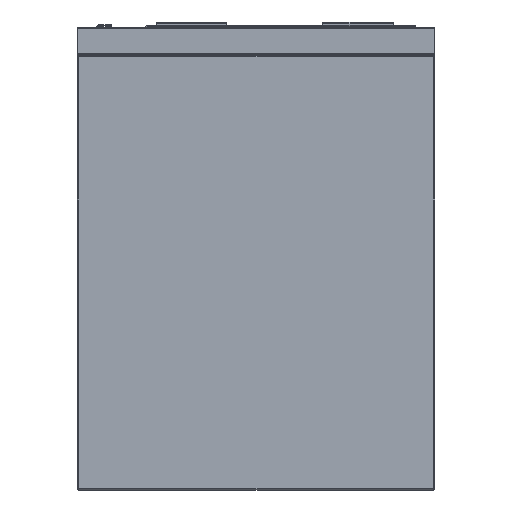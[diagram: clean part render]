
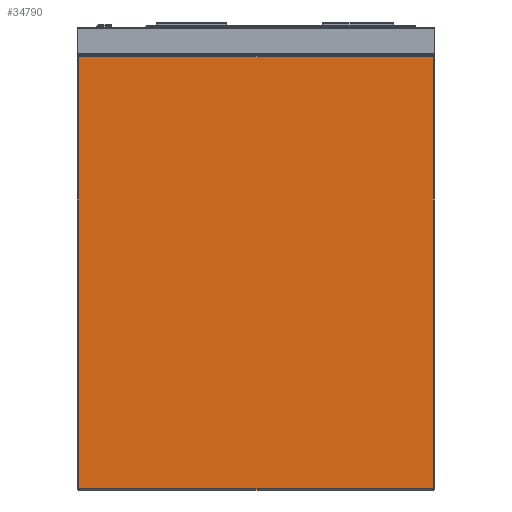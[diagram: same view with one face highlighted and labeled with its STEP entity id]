
A CAD part, left-side view. The second image highlights one B-rep face of the part: STEP entity #34790.
In plain terms, the highlighted planar face has unit normal (-1, 0, 0).
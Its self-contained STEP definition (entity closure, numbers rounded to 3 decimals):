
#426 = PLANE ( 'NONE',  #26390 ) ;
#1054 = VERTEX_POINT ( 'NONE', #30629 ) ;
#1300 = LINE ( 'NONE', #23651, #12341 ) ;
#1977 = CARTESIAN_POINT ( 'NONE',  ( -750., 253., -658. ) ) ;
#2293 = CARTESIAN_POINT ( 'NONE',  ( -750., -253., -660. ) ) ;
#2420 = EDGE_LOOP ( 'NONE', ( #12101, #23242, #28485, #26555 ) ) ;
#2890 = VERTEX_POINT ( 'NONE', #23494 ) ;
#6136 = VERTEX_POINT ( 'NONE', #1977 ) ;
#7172 = EDGE_CURVE ( 'NONE', #6136, #1054, #23603, .T. ) ;
#7782 = EDGE_CURVE ( 'NONE', #1054, #2890, #30839, .T. ) ;
#8233 = VERTEX_POINT ( 'NONE', #21683 ) ;
#10235 = VECTOR ( 'NONE', #28569, 1000. ) ;
#11259 = DIRECTION ( 'NONE',  ( -1., 0., 0. ) ) ;
#12101 = ORIENTED_EDGE ( 'NONE', *, *, #7782, .T. ) ;
#12341 = VECTOR ( 'NONE', #32028, 1000. ) ;
#14011 = CARTESIAN_POINT ( 'NONE',  ( -750., -255., -660. ) ) ;
#14669 = EDGE_CURVE ( 'NONE', #8233, #6136, #23455, .T. ) ;
#14916 = EDGE_CURVE ( 'NONE', #2890, #8233, #1300, .T. ) ;
#17771 = CARTESIAN_POINT ( 'NONE',  ( -750., -255., -658. ) ) ;
#19354 = DIRECTION ( 'NONE',  ( 0., 0., 1. ) ) ;
#20365 = CARTESIAN_POINT ( 'NONE',  ( -750., 253., -660. ) ) ;
#21683 = CARTESIAN_POINT ( 'NONE',  ( -750., 253., -42. ) ) ;
#22598 = FACE_OUTER_BOUND ( 'NONE', #2420, .T. ) ;
#23242 = ORIENTED_EDGE ( 'NONE', *, *, #14916, .T. ) ;
#23455 = LINE ( 'NONE', #20365, #10235 ) ;
#23494 = CARTESIAN_POINT ( 'NONE',  ( -750., -253., -42. ) ) ;
#23603 = LINE ( 'NONE', #17771, #34662 ) ;
#23651 = CARTESIAN_POINT ( 'NONE',  ( -750., 255., -42. ) ) ;
#26390 = AXIS2_PLACEMENT_3D ( 'NONE', #14011, #11259, #33728 ) ;
#26555 = ORIENTED_EDGE ( 'NONE', *, *, #7172, .T. ) ;
#28375 = DIRECTION ( 'NONE',  ( 0., -1., 0. ) ) ;
#28485 = ORIENTED_EDGE ( 'NONE', *, *, #14669, .T. ) ;
#28569 = DIRECTION ( 'NONE',  ( 0., 0., -1. ) ) ;
#30629 = CARTESIAN_POINT ( 'NONE',  ( -750., -253., -658. ) ) ;
#30839 = LINE ( 'NONE', #2293, #35880 ) ;
#32028 = DIRECTION ( 'NONE',  ( 0., 1., 0. ) ) ;
#33728 = DIRECTION ( 'NONE',  ( 0., -1., 0. ) ) ;
#34662 = VECTOR ( 'NONE', #28375, 1000. ) ;
#34790 = ADVANCED_FACE ( 'Fl�che7', ( #22598 ), #426, .T. ) ;
#35880 = VECTOR ( 'NONE', #19354, 1000. ) ;
